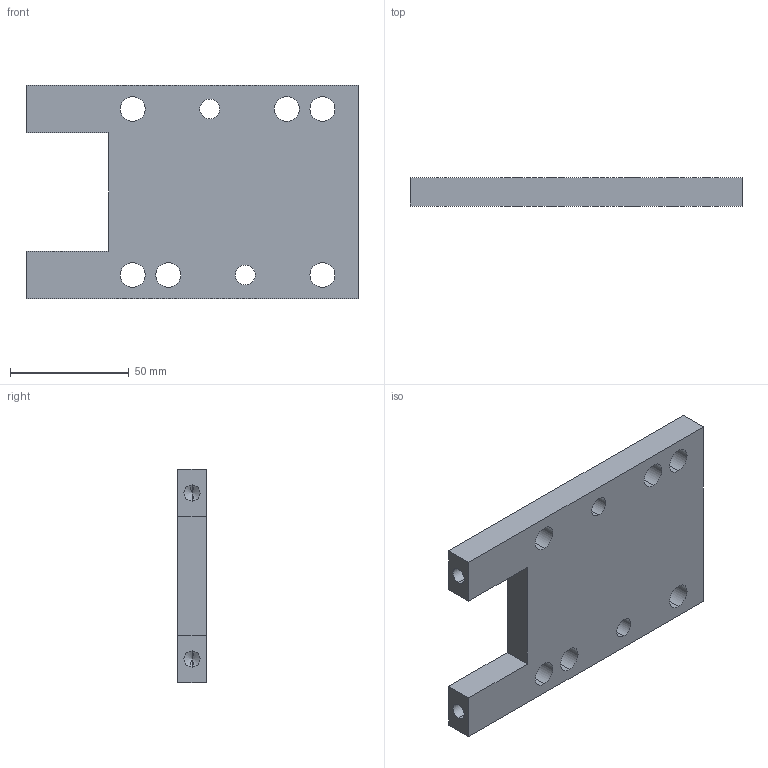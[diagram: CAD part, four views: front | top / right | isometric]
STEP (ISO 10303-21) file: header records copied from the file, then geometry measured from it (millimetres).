
FILE_DESCRIPTION (( 'STEP AP214' ), '1' );
FILE_NAME ('Top Cover.STEP', '2024-11-28T15:20:16', ( '' ), ( '' ), 'SwSTEP 2.0', 'SolidWorks 2024', '' );
FILE_SCHEMA (( 'AUTOMOTIVE_DESIGN' ));
Length unit declared in the file: millimetre
Products named in the file (1): Top Cover
Bounding box: 140 x 12 x 90 mm (x, y, z)
Volume: 121118.3 mm3; surface area: 30683.1 mm2
Topology: 1 solids, 1 shells, 34 faces, 92 edges, 58 vertices
Faces by surface type: cylinder 20, plane 10, cone 4
Entity records: 1111 total; most frequent: DIRECTION 198, CARTESIAN_POINT 181, ORIENTED_EDGE 176, EDGE_CURVE 88, AXIS2_PLACEMENT_3D 75, VERTEX_POINT 58, EDGE_LOOP 52, VECTOR 48
